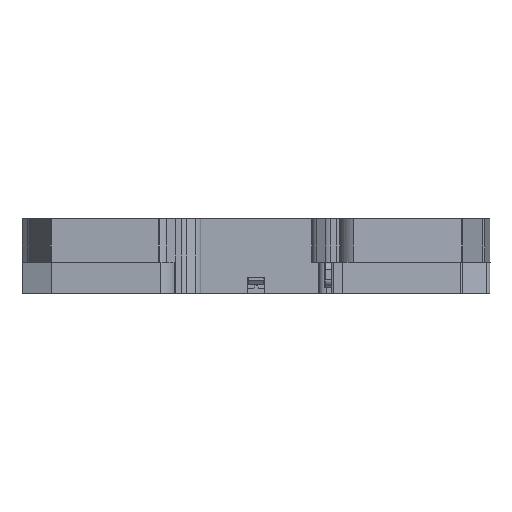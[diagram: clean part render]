
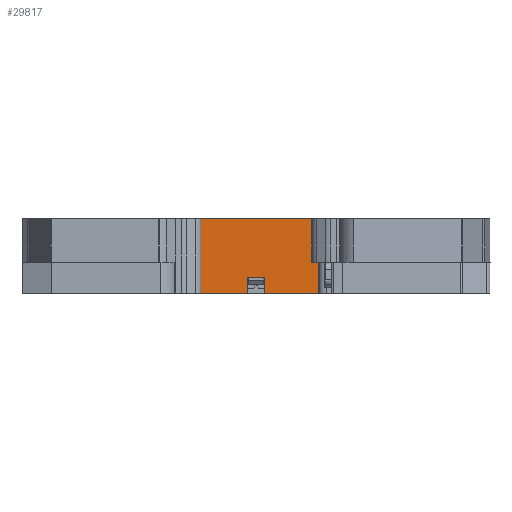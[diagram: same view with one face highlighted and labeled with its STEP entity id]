
A CAD part, front view. The second image highlights one B-rep face of the part: STEP entity #29817.
In plain terms, the highlighted planar face has unit normal (0, -1, 0).
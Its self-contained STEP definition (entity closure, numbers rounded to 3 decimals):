
#1193=DIRECTION('',(-1.,0.,0.));
#1194=VECTOR('',#1193,9.25);
#1195=CARTESIAN_POINT('',(-1.75,0.,0.));
#1196=LINE('',#1195,#1194);
#1197=DIRECTION('',(-1.,0.,0.));
#1198=VECTOR('',#1197,10.65);
#1199=CARTESIAN_POINT('',(12.4,0.,0.));
#1200=LINE('',#1199,#1198);
#1656=DIRECTION('',(1.,0.,0.));
#1657=VECTOR('',#1656,22.);
#1658=CARTESIAN_POINT('',(-11.,0.,14.9));
#1659=LINE('',#1658,#1657);
#2157=DIRECTION('',(1.,0.,0.));
#2158=VECTOR('',#2157,2.6);
#2159=CARTESIAN_POINT('',(12.2,0.,14.9));
#2160=LINE('',#2159,#2158);
#2190=DIRECTION('',(1.,0.,0.));
#2191=VECTOR('',#2190,1.2);
#2192=CARTESIAN_POINT('',(11.,0.,6.2));
#2193=LINE('',#2192,#2191);
#2194=DIRECTION('',(0.,0.,1.));
#2195=VECTOR('',#2194,14.9);
#2196=CARTESIAN_POINT('',(-11.,0.,0.));
#2197=LINE('',#2196,#2195);
#2277=DIRECTION('',(-1.,0.,0.));
#2278=VECTOR('',#2277,1.2);
#2279=CARTESIAN_POINT('',(14.8,0.,6.2));
#2280=LINE('',#2279,#2278);
#6163=DIRECTION('',(-1.,0.,0.));
#6164=VECTOR('',#6163,1.2);
#6165=CARTESIAN_POINT('',(13.6,0.,6.2));
#6166=LINE('',#6165,#6164);
#6179=DIRECTION('',(0.,0.,-1.));
#6180=VECTOR('',#6179,8.7);
#6181=CARTESIAN_POINT('',(14.8,0.,14.9));
#6182=LINE('',#6181,#6180);
#6199=DIRECTION('',(0.,0.,1.));
#6200=VECTOR('',#6199,8.7);
#6201=CARTESIAN_POINT('',(12.2,0.,6.2));
#6202=LINE('',#6201,#6200);
#6211=DIRECTION('',(0.,0.,-1.));
#6212=VECTOR('',#6211,6.2);
#6213=CARTESIAN_POINT('',(12.4,0.,6.2));
#6214=LINE('',#6213,#6212);
#6933=DIRECTION('',(0.,0.,-1.));
#6934=VECTOR('',#6933,8.7);
#6935=CARTESIAN_POINT('',(11.,0.,14.9));
#6936=LINE('',#6935,#6934);
#6953=DIRECTION('',(0.,0.,1.));
#6954=VECTOR('',#6953,3.15);
#6955=CARTESIAN_POINT('',(1.75,0.,0.));
#6956=LINE('',#6955,#6954);
#7006=DIRECTION('',(0.,0.,-1.));
#7007=VECTOR('',#7006,3.15);
#7008=CARTESIAN_POINT('',(-1.75,0.,3.15));
#7009=LINE('',#7008,#7007);
#10695=DIRECTION('',(-1.,0.,0.));
#10696=VECTOR('',#10695,3.5);
#10697=CARTESIAN_POINT('',(1.75,0.,3.15));
#10698=LINE('',#10697,#10696);
#22720=CARTESIAN_POINT('',(12.4,0.,0.));
#22721=VERTEX_POINT('',#22720);
#22722=CARTESIAN_POINT('',(1.75,0.,0.));
#22723=VERTEX_POINT('',#22722);
#22728=CARTESIAN_POINT('',(-1.75,0.,0.));
#22729=VERTEX_POINT('',#22728);
#22730=CARTESIAN_POINT('',(-11.,0.,0.));
#22731=VERTEX_POINT('',#22730);
#24165=CARTESIAN_POINT('',(-1.75,0.,3.15));
#24166=VERTEX_POINT('',#24165);
#24167=CARTESIAN_POINT('',(1.75,0.,3.15));
#24168=VERTEX_POINT('',#24167);
#25458=CARTESIAN_POINT('',(-11.,0.,14.9));
#25459=VERTEX_POINT('',#25458);
#25494=CARTESIAN_POINT('',(11.,0.,14.9));
#25495=VERTEX_POINT('',#25494);
#25786=CARTESIAN_POINT('',(12.2,0.,14.9));
#25787=CARTESIAN_POINT('',(14.8,0.,14.9));
#25788=VERTEX_POINT('',#25786);
#25789=VERTEX_POINT('',#25787);
#26835=CARTESIAN_POINT('',(14.8,0.,6.2));
#26836=CARTESIAN_POINT('',(13.6,0.,6.2));
#26837=VERTEX_POINT('',#26835);
#26838=VERTEX_POINT('',#26836);
#26839=CARTESIAN_POINT('',(12.4,0.,6.2));
#26840=VERTEX_POINT('',#26839);
#27089=CARTESIAN_POINT('',(11.,0.,6.2));
#27090=CARTESIAN_POINT('',(12.2,0.,6.2));
#27091=VERTEX_POINT('',#27089);
#27092=VERTEX_POINT('',#27090);
#29784=CARTESIAN_POINT('',(-44.629,0.,0.));
#29785=DIRECTION('',(0.,-1.,0.));
#29786=DIRECTION('',(1.,0.,0.));
#29787=AXIS2_PLACEMENT_3D('',#29784,#29785,#29786);
#29788=PLANE('',#29787);
#29790=ORIENTED_EDGE('',*,*,#29789,.T.);
#29792=ORIENTED_EDGE('',*,*,#29791,.T.);
#29793=ORIENTED_EDGE('',*,*,#29760,.T.);
#29795=ORIENTED_EDGE('',*,*,#29794,.T.);
#29797=ORIENTED_EDGE('',*,*,#29796,.T.);
#29799=ORIENTED_EDGE('',*,*,#29798,.T.);
#29801=ORIENTED_EDGE('',*,*,#29800,.T.);
#29802=ORIENTED_EDGE('',*,*,#28984,.T.);
#29804=ORIENTED_EDGE('',*,*,#29803,.T.);
#29806=ORIENTED_EDGE('',*,*,#29805,.T.);
#29808=ORIENTED_EDGE('',*,*,#29807,.T.);
#29809=ORIENTED_EDGE('',*,*,#28976,.T.);
#29811=ORIENTED_EDGE('',*,*,#29810,.T.);
#29812=ORIENTED_EDGE('',*,*,#29473,.T.);
#29814=ORIENTED_EDGE('',*,*,#29813,.T.);
#29815=EDGE_LOOP('',(#29790,#29792,#29793,#29795,#29797,#29799,#29801,#29802,
#29804,#29806,#29808,#29809,#29811,#29812,#29814));
#29816=FACE_OUTER_BOUND('',#29815,.F.);
#29817=ADVANCED_FACE('',(#29816),#29788,.T.);
#28976=EDGE_CURVE('',#22729,#22731,#1196,.T.);
#28984=EDGE_CURVE('',#22721,#22723,#1200,.T.);
#29473=EDGE_CURVE('',#25459,#25495,#1659,.T.);
#29760=EDGE_CURVE('',#25788,#25789,#2160,.T.);
#29789=EDGE_CURVE('',#27091,#27092,#2193,.T.);
#29791=EDGE_CURVE('',#27092,#25788,#6202,.T.);
#29794=EDGE_CURVE('',#25789,#26837,#6182,.T.);
#29796=EDGE_CURVE('',#26837,#26838,#2280,.T.);
#29798=EDGE_CURVE('',#26838,#26840,#6166,.T.);
#29800=EDGE_CURVE('',#26840,#22721,#6214,.T.);
#29803=EDGE_CURVE('',#22723,#24168,#6956,.T.);
#29805=EDGE_CURVE('',#24168,#24166,#10698,.T.);
#29807=EDGE_CURVE('',#24166,#22729,#7009,.T.);
#29810=EDGE_CURVE('',#22731,#25459,#2197,.T.);
#29813=EDGE_CURVE('',#25495,#27091,#6936,.T.);
